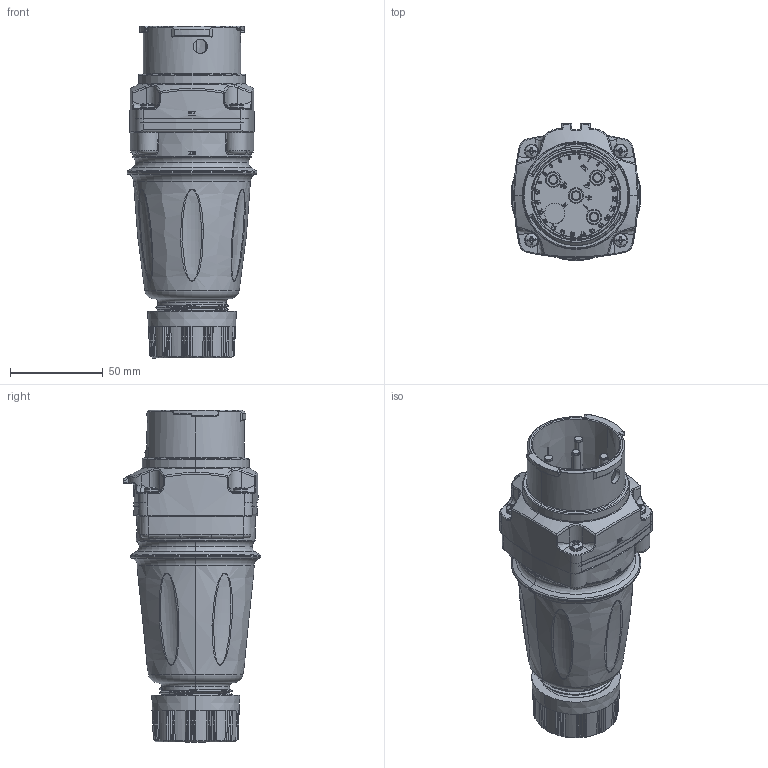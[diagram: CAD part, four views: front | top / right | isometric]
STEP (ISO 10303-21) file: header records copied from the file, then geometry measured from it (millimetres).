
FILE_DESCRIPTION (( 'STEP AP214' ), '1' );
FILE_NAME ('ORC6801-30P043.STEP', '2025-09-15T12:50:53', ( '' ), ( '' ), 'SwSTEP 2.0', 'SolidWorks 2024', '' );
FILE_SCHEMA (( 'AUTOMOTIVE_DESIGN' ));
Products named in the file (1): ORC6801-30P043
Bounding box: 70 x 74 x 179 mm (x, y, z)
Volume: 409386.2 mm3; surface area: 54090 mm2
Topology: 5 solids, 11 shells, 1683 faces, 4295 edges, 2717 vertices
Faces by surface type: plane 603, bspline 425, cylinder 272, cone 208, torus 159, sphere 16
Entity records: 231739 total; most frequent: CARTESIAN_POINT 195705, ORIENTED_EDGE 8530, DIRECTION 5857, EDGE_CURVE 4265, VERTEX_POINT 2717, AXIS2_PLACEMENT_3D 2319, B_SPLINE_CURVE_WITH_KNOTS 1944, EDGE_LOOP 1806
